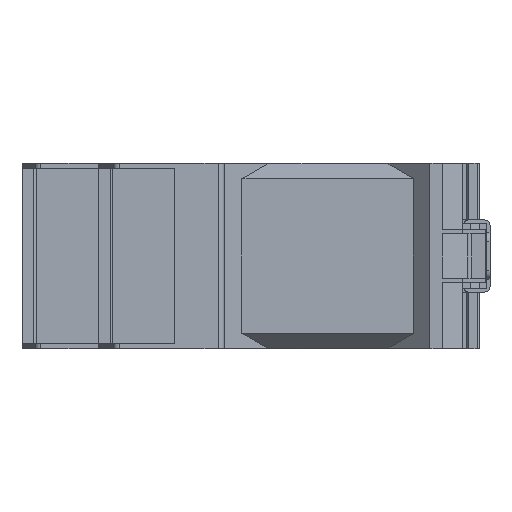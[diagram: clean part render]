
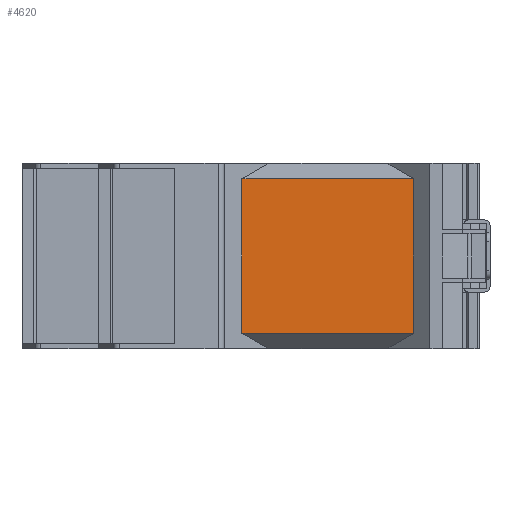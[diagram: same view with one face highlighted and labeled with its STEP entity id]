
A CAD part, left-side view. The second image highlights one B-rep face of the part: STEP entity #4620.
In plain terms, the highlighted planar face has unit normal (-1, 0, 0).
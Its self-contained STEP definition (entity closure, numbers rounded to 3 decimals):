
#98 = LINE ( 'NONE', #5459, #5382 ) ;
#192 = LINE ( 'NONE', #4885, #1185 ) ;
#262 = VECTOR ( 'NONE', #5132, 1000. ) ;
#275 = CARTESIAN_POINT ( 'NONE',  ( -42.55, 12., -44.903 ) ) ;
#461 = ORIENTED_EDGE ( 'NONE', *, *, #2992, .T. ) ;
#609 = DIRECTION ( 'NONE',  ( 0., 0., 1. ) ) ;
#1011 = VERTEX_POINT ( 'NONE', #3852 ) ;
#1103 = EDGE_CURVE ( 'NONE', #3714, #1011, #4946, .T. ) ;
#1185 = VECTOR ( 'NONE', #609, 1000. ) ;
#1193 = DIRECTION ( 'NONE',  ( 0., -1., 0. ) ) ;
#1430 = ORIENTED_EDGE ( 'NONE', *, *, #1103, .T. ) ;
#1684 = CARTESIAN_POINT ( 'NONE',  ( -42.55, 12., -82.497 ) ) ;
#2549 = FACE_OUTER_BOUND ( 'NONE', #5446, .T. ) ;
#2641 = VECTOR ( 'NONE', #4704, 1000. ) ;
#2756 = CARTESIAN_POINT ( 'NONE',  ( -42.55, 53.6, -44.903 ) ) ;
#2992 = EDGE_CURVE ( 'NONE', #1011, #4046, #98, .T. ) ;
#3249 = ORIENTED_EDGE ( 'NONE', *, *, #5233, .F. ) ;
#3252 = DIRECTION ( 'NONE',  ( 1., 0., 0. ) ) ;
#3471 = CARTESIAN_POINT ( 'NONE',  ( -42.55, 53.6, -63.7 ) ) ;
#3669 = LINE ( 'NONE', #4301, #262 ) ;
#3689 = CARTESIAN_POINT ( 'NONE',  ( -42.55, 12., -44.903 ) ) ;
#3702 = PLANE ( 'NONE',  #3806 ) ;
#3714 = VERTEX_POINT ( 'NONE', #2756 ) ;
#3806 = AXIS2_PLACEMENT_3D ( 'NONE', #275, #3252, #4155 ) ;
#3852 = CARTESIAN_POINT ( 'NONE',  ( -42.55, 53.6, -82.497 ) ) ;
#3982 = ORIENTED_EDGE ( 'NONE', *, *, #5476, .T. ) ;
#4046 = VERTEX_POINT ( 'NONE', #1684 ) ;
#4155 = DIRECTION ( 'NONE',  ( 0., 0., -1. ) ) ;
#4270 = VERTEX_POINT ( 'NONE', #3689 ) ;
#4301 = CARTESIAN_POINT ( 'NONE',  ( -42.55, 32.8, -44.903 ) ) ;
#4620 = ADVANCED_FACE ( 'NONE', ( #2549 ), #3702, .F. ) ;
#4704 = DIRECTION ( 'NONE',  ( 0., 0., -1. ) ) ;
#4885 = CARTESIAN_POINT ( 'NONE',  ( -42.55, 12., -63.7 ) ) ;
#4946 = LINE ( 'NONE', #3471, #2641 ) ;
#5132 = DIRECTION ( 'NONE',  ( 0., -1., 0. ) ) ;
#5233 = EDGE_CURVE ( 'NONE', #3714, #4270, #3669, .T. ) ;
#5382 = VECTOR ( 'NONE', #1193, 1000. ) ;
#5446 = EDGE_LOOP ( 'NONE', ( #3249, #1430, #461, #3982 ) ) ;
#5459 = CARTESIAN_POINT ( 'NONE',  ( -42.55, 32.8, -82.497 ) ) ;
#5476 = EDGE_CURVE ( 'NONE', #4046, #4270, #192, .T. ) ;
